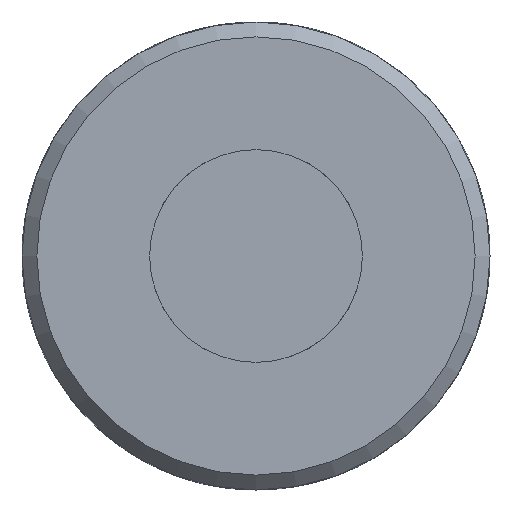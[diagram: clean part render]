
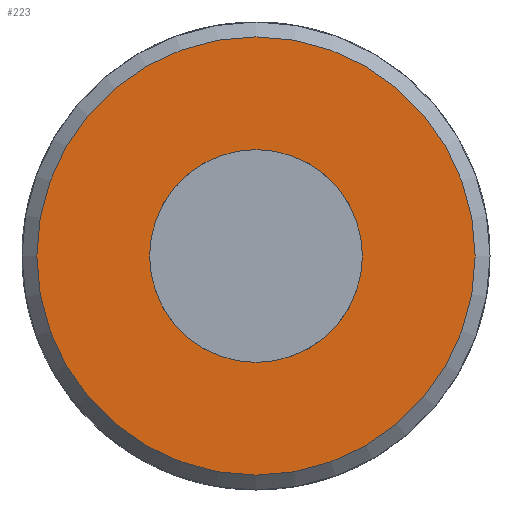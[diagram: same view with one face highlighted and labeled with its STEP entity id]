
A CAD part, left-side view. The second image highlights one B-rep face of the part: STEP entity #223.
In plain terms, the highlighted planar face has unit normal (-1, 0, 0).
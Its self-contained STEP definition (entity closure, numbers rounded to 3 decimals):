
#223 = ADVANCED_FACE( '', ( #461, #462 ), #463, .T. );
#461 = FACE_BOUND( '', #749, .T. );
#462 = FACE_OUTER_BOUND( '', #750, .T. );
#463 = PLANE( '', #751 );
#749 = EDGE_LOOP( '', ( #1164 ) );
#750 = EDGE_LOOP( '', ( #1165 ) );
#751 = AXIS2_PLACEMENT_3D( '', #1166, #1167, #1168 );
#1164 = ORIENTED_EDGE( '', *, *, #1595, .T. );
#1165 = ORIENTED_EDGE( '', *, *, #1592, .F. );
#1166 = CARTESIAN_POINT( '', ( 0., 10.3, 0. ) );
#1167 = DIRECTION( '', ( -1., 0., 0. ) );
#1168 = DIRECTION( '', ( 0., 0., 1. ) );
#1592 = EDGE_CURVE( '', #1871, #1871, #1872, .T. );
#1595 = EDGE_CURVE( '', #1876, #1876, #1877, .T. );
#1871 = VERTEX_POINT( '', #2593 );
#1872 = CIRCLE( '', #2594, 10.3 );
#1876 = VERTEX_POINT( '', #2679 );
#1877 = CIRCLE( '', #2680, 5. );
#2593 = CARTESIAN_POINT( '', ( 0., 0., -10.3 ) );
#2594 = AXIS2_PLACEMENT_3D( '', #3263, #3264, #3265 );
#2679 = CARTESIAN_POINT( '', ( 0., 0., -5. ) );
#2680 = AXIS2_PLACEMENT_3D( '', #3266, #3267, #3268 );
#3263 = CARTESIAN_POINT( '', ( 0., 0., 0. ) );
#3264 = DIRECTION( '', ( 1., 0., 0. ) );
#3265 = DIRECTION( '', ( 0., 0., -1. ) );
#3266 = CARTESIAN_POINT( '', ( 0., 0., 0. ) );
#3267 = DIRECTION( '', ( 1., 0., 0. ) );
#3268 = DIRECTION( '', ( 0., 0., -1. ) );
